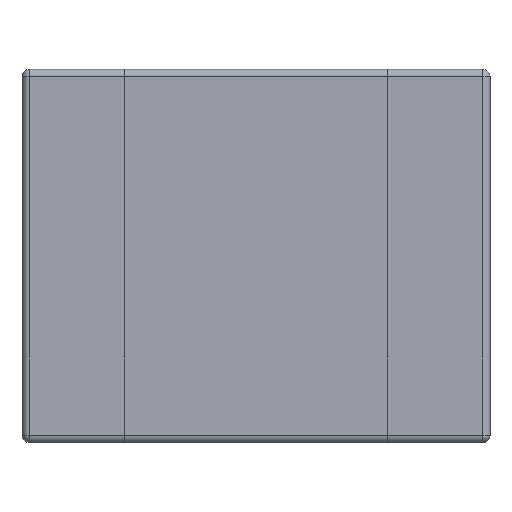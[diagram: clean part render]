
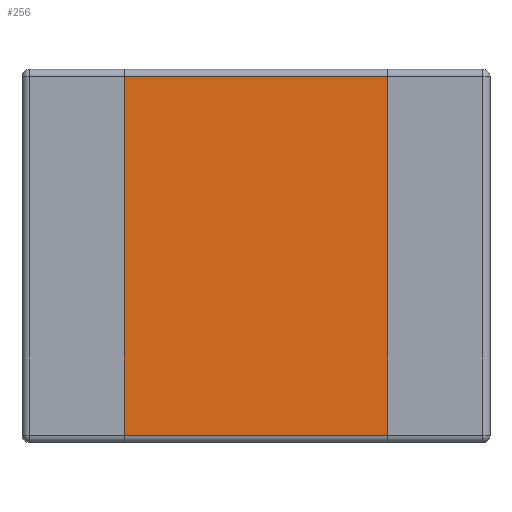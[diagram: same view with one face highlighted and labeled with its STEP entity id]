
A CAD part, top view. The second image highlights one B-rep face of the part: STEP entity #256.
In plain terms, the highlighted planar face has unit normal (0, 0, 1).
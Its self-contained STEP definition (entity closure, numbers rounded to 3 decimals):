
#13=DIRECTION('',(0.,0.,1.));
#14=DIRECTION('',(1.,0.,0.));
#34=VECTOR('',#14,1.);
#46=DIRECTION('',(0.,1.,0.));
#95=VERTEX_POINT('',#96);
#96=CARTESIAN_POINT('',(-0.9,-1.225,0.7));
#101=ORIENTED_EDGE('',*,*,#102,.T.);
#102=EDGE_CURVE('',#95,#103,#105,.T.);
#103=VERTEX_POINT('',#104);
#104=CARTESIAN_POINT('',(0.9,-1.225,0.7));
#105=LINE('',#96,#34);
#225=VECTOR('',#46,1.);
#256=ADVANCED_FACE('',(#257),#274,.T.);
#257=FACE_BOUND('',#258,.T.);
#258=EDGE_LOOP('',(#259,#101,#265,#271));
#259=ORIENTED_EDGE('',*,*,#260,.F.);
#260=EDGE_CURVE('',#95,#261,#263,.T.);
#261=VERTEX_POINT('',#262);
#262=CARTESIAN_POINT('',(-0.9,1.225,0.7));
#263=LINE('',#264,#225);
#264=CARTESIAN_POINT('',(-0.9,-1.275,0.7));
#265=ORIENTED_EDGE('',*,*,#266,.T.);
#266=EDGE_CURVE('',#103,#267,#269,.T.);
#267=VERTEX_POINT('',#268);
#268=CARTESIAN_POINT('',(0.9,1.225,0.7));
#269=LINE('',#270,#225);
#270=CARTESIAN_POINT('',(0.9,-1.275,0.7));
#271=ORIENTED_EDGE('',*,*,#272,.F.);
#272=EDGE_CURVE('',#261,#267,#273,.T.);
#273=LINE('',#262,#34);
#274=PLANE('',#275);
#275=AXIS2_PLACEMENT_3D('',#264,#13,#14);
